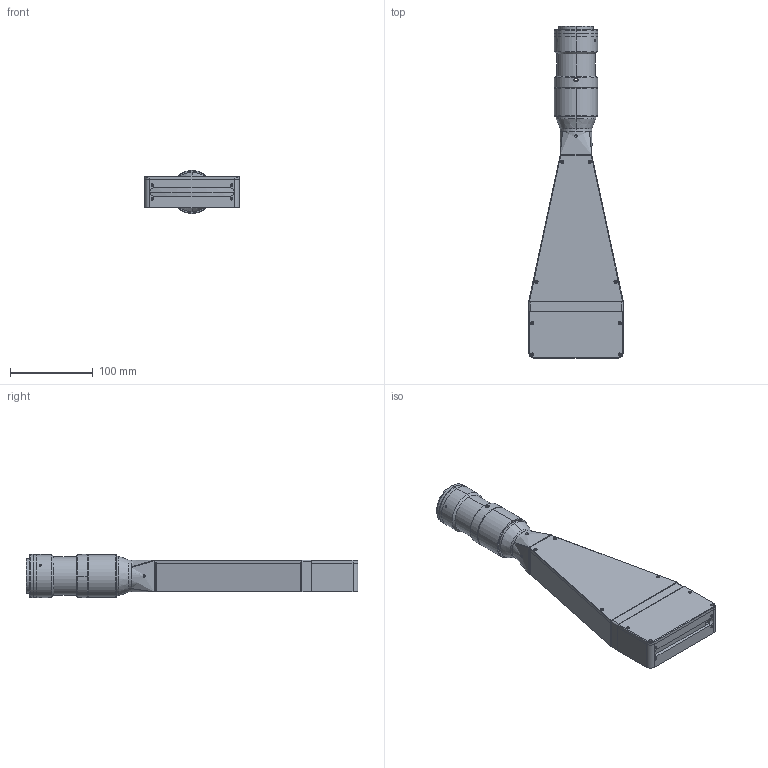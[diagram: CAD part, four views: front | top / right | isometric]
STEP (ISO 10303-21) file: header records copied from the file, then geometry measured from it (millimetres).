
FILE_DESCRIPTION (( 'STEP AP214' ), '1' );
FILE_NAME ('DW71527.STEP', '2014-05-21T08:18:02', ( 'piermario' ), ( '' ), 'SwSTEP 2.0', 'SolidWorks 2013', '' );
FILE_SCHEMA (( 'AUTOMOTIVE_DESIGN' ));
Length unit declared in the file: millimetre
Products named in the file (1): DW71527
Bounding box: 114 x 401.12 x 52 mm (x, y, z)
Surface area: 109119.6 mm2 (no closed solid volume)
Topology: 0 solids, 30 shells, 260 faces, 875 edges, 635 vertices
Faces by surface type: plane 110, cylinder 100, cone 26, torus 12, bspline 10, sphere 2
Entity records: 16037 total; most frequent: CARTESIAN_POINT 5517, DIRECTION 1649, ORIENTED_EDGE 1338, EDGE_CURVE 875, VERTEX_POINT 635, AXIS2_PLACEMENT_3D 583, LINE 483, VECTOR 483
